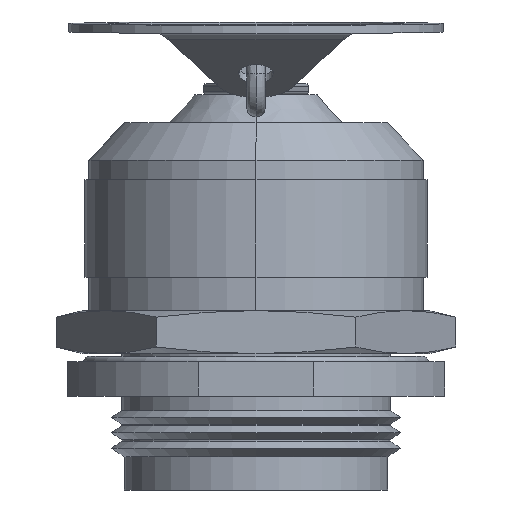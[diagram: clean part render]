
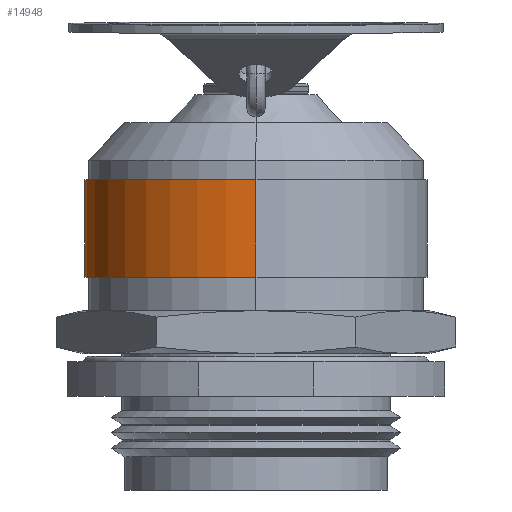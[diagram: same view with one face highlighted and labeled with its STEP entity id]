
A CAD part, front view. The second image highlights one B-rep face of the part: STEP entity #14948.
In plain terms, the highlighted cylindrical face has radius 15.875 mm (diameter 31.75 mm), a partial arc.
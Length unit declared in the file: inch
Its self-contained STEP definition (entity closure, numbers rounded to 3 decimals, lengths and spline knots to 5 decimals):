
#777 = AXIS2_PLACEMENT_3D ( 'NONE', #2431, #2432, #2436 ) ;
#779 = AXIS2_PLACEMENT_3D ( 'NONE', #2402, #2405, #2406 ) ;
#1979 = CARTESIAN_POINT ( 'NONE',  ( 0., 0.12205, -0.625 ) ) ;
#2048 = CARTESIAN_POINT ( 'NONE',  ( 0., 0.12205, 0.625 ) ) ;
#2052 = CARTESIAN_POINT ( 'NONE',  ( 0., 0.47805, 0.625 ) ) ;
#2055 = CARTESIAN_POINT ( 'NONE',  ( 0., 0.47805, -0.625 ) ) ;
#2396 = DIRECTION ( 'NONE',  ( 0., 1., 0. ) ) ;
#2401 = CARTESIAN_POINT ( 'NONE',  ( 0., 0.789, -0.625 ) ) ;
#2402 = CARTESIAN_POINT ( 'NONE',  ( 0., 0.12205, 0. ) ) ;
#2405 = DIRECTION ( 'NONE',  ( 0., 1., 0. ) ) ;
#2406 = DIRECTION ( 'NONE',  ( 0., 0., 1. ) ) ;
#2416 = DIRECTION ( 'NONE',  ( 0., 1., 0. ) ) ;
#2430 = CARTESIAN_POINT ( 'NONE',  ( 0., 0.789, 0.625 ) ) ;
#2431 = CARTESIAN_POINT ( 'NONE',  ( 0., 0.47805, 0. ) ) ;
#2432 = DIRECTION ( 'NONE',  ( 0., 1., 0. ) ) ;
#2436 = DIRECTION ( 'NONE',  ( 0., 0., 1. ) ) ;
#3728 = EDGE_CURVE ( 'NONE', #8750, #8698, #13031, .T. ) ;
#3729 = EDGE_CURVE ( 'NONE', #8698, #8756, #13008, .T. ) ;
#3731 = EDGE_CURVE ( 'NONE', #8755, #8756, #13011, .T. ) ;
#3732 = EDGE_CURVE ( 'NONE', #8750, #8755, #13014, .T. ) ;
#8698 = VERTEX_POINT ( 'NONE', #1979 ) ;
#8750 = VERTEX_POINT ( 'NONE', #2048 ) ;
#8755 = VERTEX_POINT ( 'NONE', #2052 ) ;
#8756 = VERTEX_POINT ( 'NONE', #2055 ) ;
#9465 = AXIS2_PLACEMENT_3D ( 'NONE', #11854, #11855, #11853 ) ;
#10235 = EDGE_LOOP ( 'NONE', ( #15577, #15579, #15582, #15584 ) ) ;
#11853 = DIRECTION ( 'NONE',  ( 0., 0., 1. ) ) ;
#11854 = CARTESIAN_POINT ( 'NONE',  ( 0., 0.789, 0. ) ) ;
#11855 = DIRECTION ( 'NONE',  ( 0., 1., 0. ) ) ;
#13008 = LINE ( 'NONE', #2401, #13012 ) ;
#13011 = CIRCLE ( 'NONE', #777, 0.625 ) ;
#13012 = VECTOR ( 'NONE', #2396, 39.37008 ) ;
#13014 = LINE ( 'NONE', #2430, #13018 ) ;
#13018 = VECTOR ( 'NONE', #2416, 39.37008 ) ;
#13031 = CIRCLE ( 'NONE', #779, 0.625 ) ;
#14948 = ADVANCED_FACE ( 'NONE', ( #15851 ), #15821, .T. ) ;
#15577 = ORIENTED_EDGE ( 'NONE', *, *, #3728, .T. ) ;
#15579 = ORIENTED_EDGE ( 'NONE', *, *, #3729, .T. ) ;
#15582 = ORIENTED_EDGE ( 'NONE', *, *, #3731, .F. ) ;
#15584 = ORIENTED_EDGE ( 'NONE', *, *, #3732, .F. ) ;
#15821 = CYLINDRICAL_SURFACE ( 'NONE', #9465, 0.625 ) ;
#15851 = FACE_OUTER_BOUND ( 'NONE', #10235, .T. ) ;
